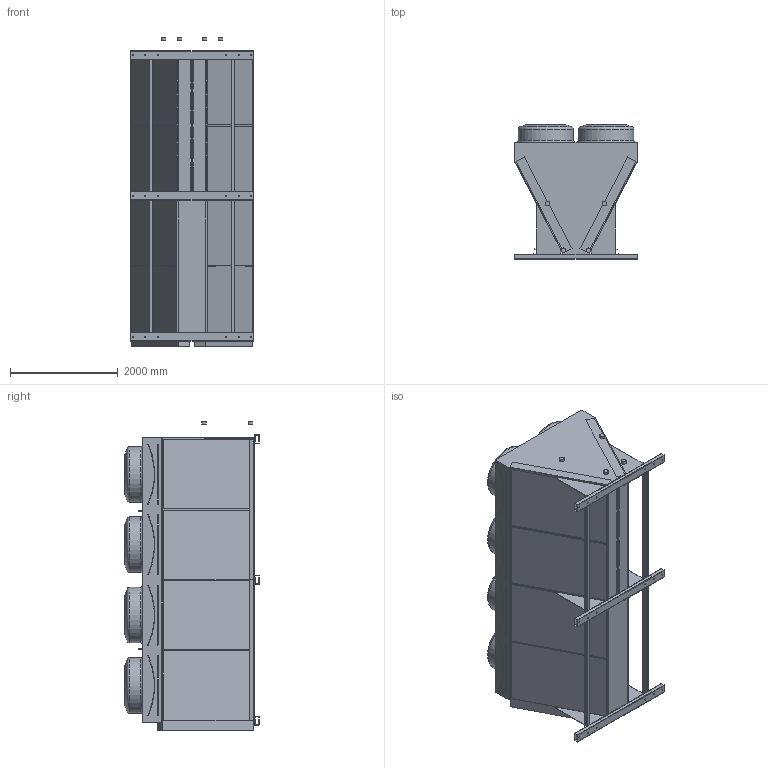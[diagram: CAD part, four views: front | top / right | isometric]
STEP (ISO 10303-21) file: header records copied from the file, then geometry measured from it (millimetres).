
FILE_DESCRIPTION (( 'STEP AP203' ), '1' );
FILE_NAME ('ANV4M_5R_2I2O.STEP', '2018-10-08T13:54:03', ( 'Alfa Laval' ), ( 'Alfa Laval' ), 'SwSTEP 2.0', 'SolidWorks 2016', '' );
FILE_SCHEMA (( 'CONFIG_CONTROL_DESIGN' ));
Length unit declared in the file: millimetre
Products named in the file (6): V-TYPE2_LIGHT_BODY_4MOD-SS; AV2_BOTTOM COVER PLATE_BOTTOM COVER PLATE 2MOD.; AVII_FINPACK_1MOD_4012_5R; AVII_Simplify Connection for CAD Drawing; V-TYPE2_POSCOL CONDENSER_Cond_NH3_ANV2TC_5R2I2O; ANV4M_5R_2I2O
Assembly tree (10 placements, depth 3):
  ANV4M_5R_2I2O
    V-TYPE2_LIGHT_BODY_4MOD-SS
    V-TYPE2_POSCOL CONDENSER_Cond_NH3_ANV2TC_5R2I2O
      AV2_BOTTOM COVER PLATE_BOTTOM COVER PLATE 2MOD.  x2
      AVII_FINPACK_1MOD_4012_5R  x2
      AVII_Simplify Connection for CAD Drawing  x4
Bounding box: 2280.43 x 2494.62 x 5742.51 mm (x, y, z)
Volume: 20730627034.6 mm3; surface area: 97949288.4 mm2
Topology: 13 solids, 13 shells, 1412 faces, 3603 edges, 2277 vertices
Faces by surface type: cylinder 686, plane 502, torus 120, sphere 64, bspline 32, cone 8
Full cylindrical faces by diameter (mm): 1 x32, 7 x114, 8 x44, 20 x36, 40 x4, 85 x4, 100 x8, 1032 x8
Entity records: 35290 total; most frequent: CARTESIAN_POINT 6768, DIRECTION 6204, ORIENTED_EDGE 5152, EDGE_CURVE 2576, AXIS2_PLACEMENT_3D 2536, VERTEX_POINT 1756, EDGE_LOOP 1754, CIRCLE 1380
